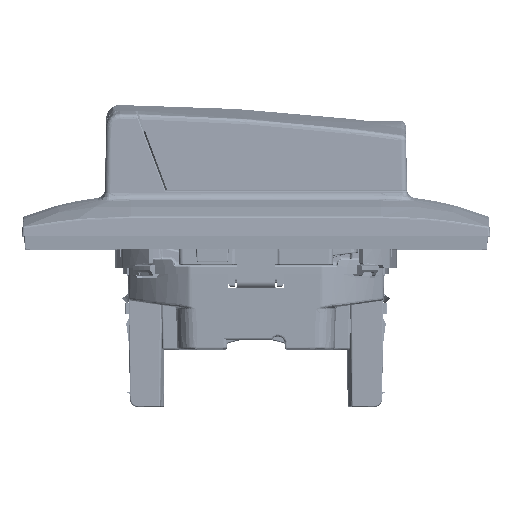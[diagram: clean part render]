
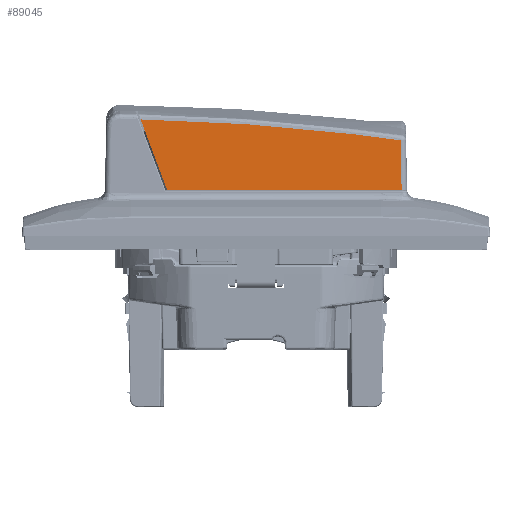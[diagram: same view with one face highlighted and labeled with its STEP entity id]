
A CAD part, top view. The second image highlights one B-rep face of the part: STEP entity #89045.
In plain terms, the highlighted face is planar.
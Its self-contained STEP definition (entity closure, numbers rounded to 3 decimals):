
#1932 = VECTOR ( 'NONE', #134003, 1000. ) ;
#4633 = DIRECTION ( 'NONE',  ( -1., 0., 0.017 ) ) ;
#13714 = EDGE_CURVE ( 'NONE', #131216, #85992, #166172, .T. ) ;
#16015 = EDGE_LOOP ( 'NONE', ( #30523, #48944, #184833, #196667, #64018 ) ) ;
#18413 = AXIS2_PLACEMENT_3D ( 'NONE', #107156, #4633, #71156 ) ;
#25646 = DIRECTION ( 'NONE',  ( 0., 1., 0. ) ) ;
#30523 = ORIENTED_EDGE ( 'NONE', *, *, #147781, .F. ) ;
#33144 = B_SPLINE_CURVE_WITH_KNOTS ( 'NONE', 3,
 ( #187582, #71950, #175567, #171260 ),
 .UNSPECIFIED., .F., .F.,
 ( 4, 4 ),
 ( 0., 1. ),
 .UNSPECIFIED. ) ;
#35050 = CARTESIAN_POINT ( 'NONE',  ( 430.076, 110.86, 21.405 ) ) ;
#36884 = VERTEX_POINT ( 'NONE', #164602 ) ;
#39264 = LINE ( 'NONE', #207225, #44023 ) ;
#44023 = VECTOR ( 'NONE', #205047, 1000. ) ;
#45000 = CARTESIAN_POINT ( 'NONE',  ( 430.056, 101.938, 20.253 ) ) ;
#48944 = ORIENTED_EDGE ( 'NONE', *, *, #142567, .F. ) ;
#51853 = CARTESIAN_POINT ( 'NONE',  ( 430.123, 149.729, 24.095 ) ) ;
#53208 = LINE ( 'NONE', #67406, #1932 ) ;
#64018 = ORIENTED_EDGE ( 'NONE', *, *, #13714, .T. ) ;
#67406 = CARTESIAN_POINT ( 'NONE',  ( 429.895, 101.778, 11.045 ) ) ;
#69638 = VERTEX_POINT ( 'NONE', #45000 ) ;
#71156 = DIRECTION ( 'NONE',  ( 0., 1., 0. ) ) ;
#71950 = CARTESIAN_POINT ( 'NONE',  ( 430.063, 104.909, 20.67 ) ) ;
#73291 = FACE_OUTER_BOUND ( 'NONE', #16015, .T. ) ;
#85992 = VERTEX_POINT ( 'NONE', #173498 ) ;
#87493 = PLANE ( 'NONE',  #18413 ) ;
#89045 = ADVANCED_FACE ( 'NONE', ( #73291 ), #87493, .T. ) ;
#98846 = CARTESIAN_POINT ( 'NONE',  ( 430.118, 136.739, 23.822 ) ) ;
#105358 = LINE ( 'NONE', #171873, #116614 ) ;
#107156 = CARTESIAN_POINT ( 'NONE',  ( 429.9, 145.27, 11.345 ) ) ;
#116614 = VECTOR ( 'NONE', #25646, 1000. ) ;
#118448 = CARTESIAN_POINT ( 'NONE',  ( 430.076, 110.86, 21.405 ) ) ;
#121736 = CARTESIAN_POINT ( 'NONE',  ( 429.895, 101.778, 11.045 ) ) ;
#123921 = EDGE_CURVE ( 'NONE', #69638, #131216, #33144, .T. ) ;
#131216 = VERTEX_POINT ( 'NONE', #35050 ) ;
#134003 = DIRECTION ( 'NONE',  ( 0.017, 0.017, 1. ) ) ;
#142567 = EDGE_CURVE ( 'NONE', #184054, #36884, #105358, .T. ) ;
#147781 = EDGE_CURVE ( 'NONE', #36884, #85992, #39264, .T. ) ;
#164602 = CARTESIAN_POINT ( 'NONE',  ( 429.895, 144.836, 11.045 ) ) ;
#166172 = B_SPLINE_CURVE_WITH_KNOTS ( 'NONE', 3,
 ( #118448, #202406, #98846, #51853 ),
 .UNSPECIFIED., .F., .F.,
 ( 4, 4 ),
 ( 0., 1. ),
 .UNSPECIFIED. ) ;
#171260 = CARTESIAN_POINT ( 'NONE',  ( 430.076, 110.86, 21.405 ) ) ;
#171873 = CARTESIAN_POINT ( 'NONE',  ( 429.895, 101.778, 11.045 ) ) ;
#173498 = CARTESIAN_POINT ( 'NONE',  ( 430.123, 149.729, 24.095 ) ) ;
#175567 = CARTESIAN_POINT ( 'NONE',  ( 430.07, 107.883, 21.054 ) ) ;
#184054 = VERTEX_POINT ( 'NONE', #121736 ) ;
#184833 = ORIENTED_EDGE ( 'NONE', *, *, #199778, .T. ) ;
#187582 = CARTESIAN_POINT ( 'NONE',  ( 430.056, 101.938, 20.253 ) ) ;
#196667 = ORIENTED_EDGE ( 'NONE', *, *, #123921, .T. ) ;
#199778 = EDGE_CURVE ( 'NONE', #184054, #69638, #53208, .T. ) ;
#202406 = CARTESIAN_POINT ( 'NONE',  ( 430.103, 123.763, 22.926 ) ) ;
#205047 = DIRECTION ( 'NONE',  ( 0.016, 0.351, 0.936 ) ) ;
#207225 = CARTESIAN_POINT ( 'NONE',  ( 429.895, 144.836, 11.045 ) ) ;
